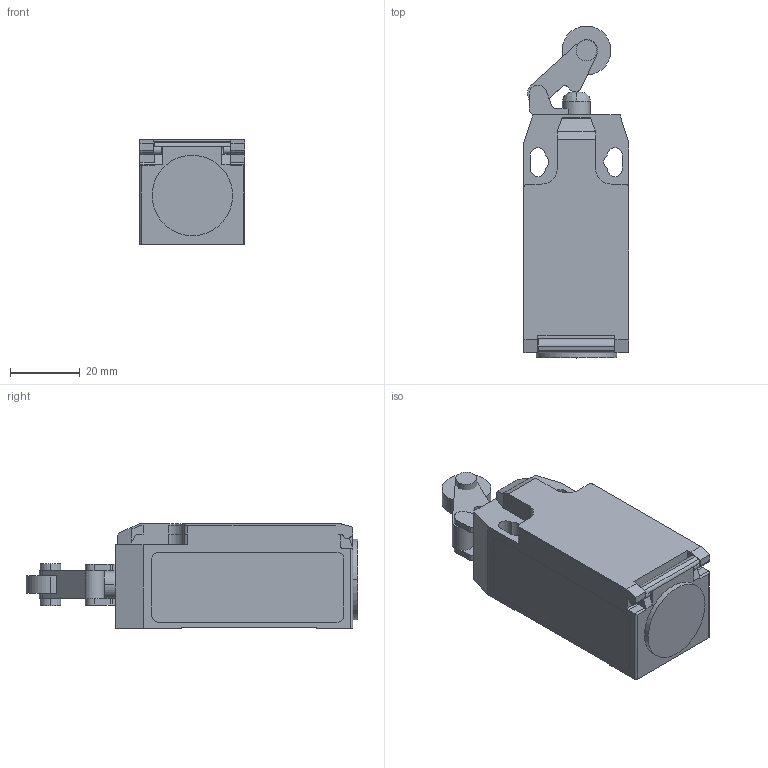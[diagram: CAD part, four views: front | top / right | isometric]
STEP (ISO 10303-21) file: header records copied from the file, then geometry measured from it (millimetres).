
FILE_DESCRIPTION((''),'2;1');
FILE_NAME('3d_KMC1L02.stp','2012-10-03T07:54:48',(''),(''),'Mechanical Desktop 2011','Mechanical Desktop 2011',', , ');
FILE_SCHEMA(('CONFIG_CONTROL_DESIGN'));
Length unit declared in the file: millimetre
Products named in the file (1): Product
Bounding box: 30.2 x 94.96 x 30 mm (x, y, z)
Volume: 58970.5 mm3; surface area: 13579.9 mm2
Topology: 7 solids, 7 shells, 175 faces, 507 edges, 358 vertices
Faces by surface type: plane 116, cylinder 54, bspline 5
Entity records: 5951 total; most frequent: CARTESIAN_POINT 1153, ORIENTED_EDGE 988, DIRECTION 968, EDGE_CURVE 494, VECTOR 388, LINE 388, VERTEX_POINT 333, AXIS2_PLACEMENT_3D 290
